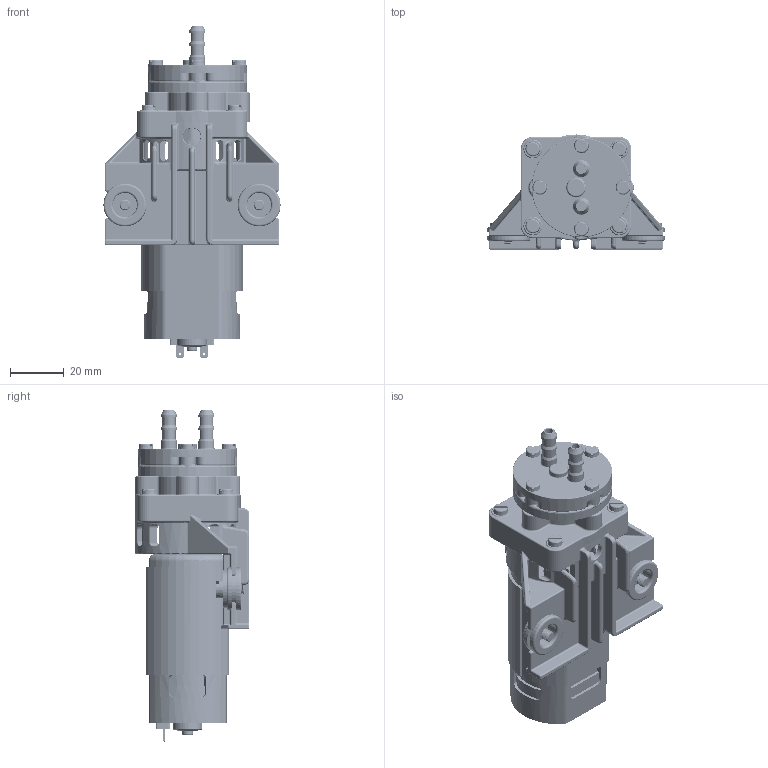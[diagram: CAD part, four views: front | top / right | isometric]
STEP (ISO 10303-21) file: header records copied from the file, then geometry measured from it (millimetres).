
FILE_DESCRIPTION((''),'2;1');
FILE_NAME('GEAR_PUMP_COMPLETE_ASM','2018-06-17T',('Roland'),(''),'PRO/ENGINEER BY PARAMETRIC TECHNOLOGY CORPORATION, 2012130','PRO/ENGINEER BY PARAMETRIC TECHNOLOGY CORPORATION, 2012130','');
FILE_SCHEMA(('CONFIG_CONTROL_DESIGN'));
Products named in the file (19): INTERMEDIATE_FLANGE; SCREW_ISO_1207-M3X10; PUMP_HOUSING_V04; SEALING_RING_A4X12X6; GW_AZ_12_1M00_B4_02_FM-04; I16_Z_1M00_4B; O-RING_22_00_X_1_50; PUMP_HOUSING_COVER; SCREW_ISO_1207-M3X6; CLUTCH_BOLT_FM-03; INTERNAL_GEAR_PUMP_ASM; CLUTCH_SLEEVE_FM-03; E-MOT_JOHNSON_DF651_DUMMY; MOT_FLANGE_JOHNSON_DF651_V5; RUBBER_BUFFER; WASHER; SCREW_ISO_1207-M4X8; ELECTRIC_MOTOR_ASM; GEAR_PUMP_COMPLETE_ASM
Assembly tree (33 placements, depth 3):
  GEAR_PUMP_COMPLETE_ASM
    INTERMEDIATE_FLANGE
    SCREW_ISO_1207-M3X10  x4
    INTERNAL_GEAR_PUMP_ASM
      PUMP_HOUSING_V04
      SEALING_RING_A4X12X6
      GW_AZ_12_1M00_B4_02_FM-04
      I16_Z_1M00_4B
      O-RING_22_00_X_1_50
      PUMP_HOUSING_COVER
      SCREW_ISO_1207-M3X6  x4
      CLUTCH_BOLT_FM-03
    SCREW_ISO_1207-M3X6  x4
    CLUTCH_SLEEVE_FM-03
    ELECTRIC_MOTOR_ASM
      E-MOT_JOHNSON_DF651_DUMMY
      MOT_FLANGE_JOHNSON_DF651_V5
      SCREW_ISO_1207-M3X6  x2
      RUBBER_BUFFER  x2
      WASHER  x2
      SCREW_ISO_1207-M4X8  x2
Bounding box: 66 x 42.75 x 123.65 mm (x, y, z)
Volume: 96851.9 mm3; surface area: 49444.1 mm2
Topology: 31 solids, 31 shells, 2857 faces, 7238 edges, 4503 vertices
Faces by surface type: cylinder 1337, plane 479, bspline 432, torus 359, cone 158, sphere 92
Entity records: 98501 total; most frequent: CARTESIAN_POINT 47742, ORIENTED_EDGE 10910, DIRECTION 10230, EDGE_CURVE 5455, AXIS2_PLACEMENT_3D 4199, VERTEX_POINT 3344, EDGE_LOOP 2337, CIRCLE 2231
